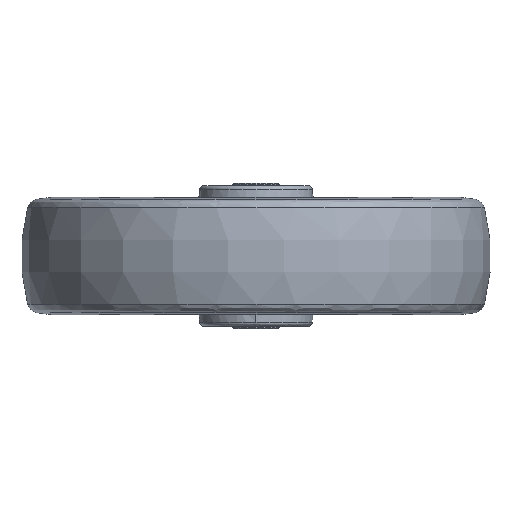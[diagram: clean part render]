
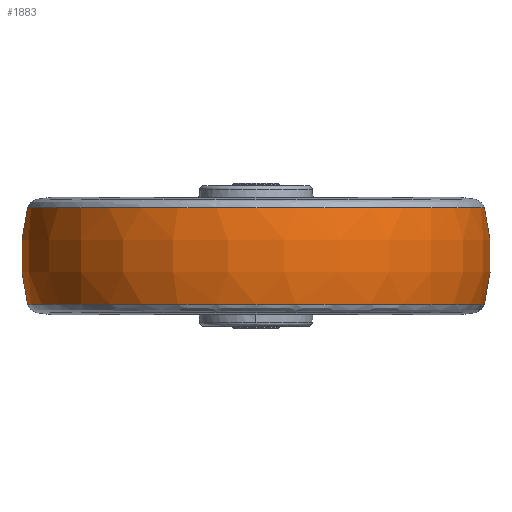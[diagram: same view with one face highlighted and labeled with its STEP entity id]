
A CAD part, front view. The second image highlights one B-rep face of the part: STEP entity #1883.
In plain terms, the highlighted toroidal (fillet/blend) face has major radius 20 mm and minor radius 80 mm.
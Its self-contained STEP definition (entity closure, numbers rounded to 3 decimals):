
#14 = ORIENTED_EDGE ( 'NONE', *, *, #2653, .T. ) ;
#190 = AXIS2_PLACEMENT_3D ( 'NONE', #2373, #3154, #1118 ) ;
#192 = CIRCLE ( 'NONE', #1254, 80. ) ;
#327 = FACE_OUTER_BOUND ( 'NONE', #3153, .T. ) ;
#334 = ORIENTED_EDGE ( 'NONE', *, *, #1658, .T. ) ;
#438 = CARTESIAN_POINT ( 'NONE',  ( -97.315, 0., 20.552 ) ) ;
#520 = CIRCLE ( 'NONE', #3283, 80. ) ;
#703 = EDGE_CURVE ( 'NONE', #2330, #2610, #192, .T. ) ;
#786 = DIRECTION ( 'NONE',  ( 0., -1., 0. ) ) ;
#835 = VERTEX_POINT ( 'NONE', #2761 ) ;
#842 = ORIENTED_EDGE ( 'NONE', *, *, #2537, .T. ) ;
#906 = AXIS2_PLACEMENT_3D ( 'NONE', #2715, #1640, #2420 ) ;
#1023 = CIRCLE ( 'NONE', #1420, 97.315 ) ;
#1118 = DIRECTION ( 'NONE',  ( -1., 0., 0. ) ) ;
#1194 = TOROIDAL_SURFACE ( 'NONE', #190, 20., 80. ) ;
#1254 = AXIS2_PLACEMENT_3D ( 'NONE', #2071, #1545, #2614 ) ;
#1420 = AXIS2_PLACEMENT_3D ( 'NONE', #1613, #1628, #2690 ) ;
#1515 = CIRCLE ( 'NONE', #906, 97.315 ) ;
#1545 = DIRECTION ( 'NONE',  ( 0., 1., 0. ) ) ;
#1602 = CARTESIAN_POINT ( 'NONE',  ( 97.315, 0., 20.552 ) ) ;
#1613 = CARTESIAN_POINT ( 'NONE',  ( 0., 0., 20.552 ) ) ;
#1628 = DIRECTION ( 'NONE',  ( 0., 0., -1. ) ) ;
#1640 = DIRECTION ( 'NONE',  ( 0., 0., 1. ) ) ;
#1658 = EDGE_CURVE ( 'NONE', #2330, #3037, #1023, .T. ) ;
#1883 = ADVANCED_FACE ( 'NONE', ( #327 ), #1194, .T. ) ;
#2071 = CARTESIAN_POINT ( 'NONE',  ( 20., 0., 0. ) ) ;
#2330 = VERTEX_POINT ( 'NONE', #1602 ) ;
#2336 = CARTESIAN_POINT ( 'NONE',  ( -20., 0., 0. ) ) ;
#2373 = CARTESIAN_POINT ( 'NONE',  ( 0., 0., 0. ) ) ;
#2420 = DIRECTION ( 'NONE',  ( 0.998, 0.063, 0. ) ) ;
#2537 = EDGE_CURVE ( 'NONE', #3037, #835, #520, .T. ) ;
#2610 = VERTEX_POINT ( 'NONE', #2662 ) ;
#2614 = DIRECTION ( 'NONE',  ( -1., 0., 0. ) ) ;
#2641 = ORIENTED_EDGE ( 'NONE', *, *, #703, .F. ) ;
#2653 = EDGE_CURVE ( 'NONE', #835, #2610, #1515, .T. ) ;
#2662 = CARTESIAN_POINT ( 'NONE',  ( 97.315, 0., -20.552 ) ) ;
#2690 = DIRECTION ( 'NONE',  ( 0.998, 0.063, 0. ) ) ;
#2715 = CARTESIAN_POINT ( 'NONE',  ( 0., 0., -20.552 ) ) ;
#2761 = CARTESIAN_POINT ( 'NONE',  ( -97.315, 0., -20.552 ) ) ;
#3037 = VERTEX_POINT ( 'NONE', #438 ) ;
#3153 = EDGE_LOOP ( 'NONE', ( #2641, #334, #842, #14 ) ) ;
#3154 = DIRECTION ( 'NONE',  ( 0., 0., -1. ) ) ;
#3283 = AXIS2_PLACEMENT_3D ( 'NONE', #2336, #786, #3384 ) ;
#3384 = DIRECTION ( 'NONE',  ( 0., 0., -1. ) ) ;
